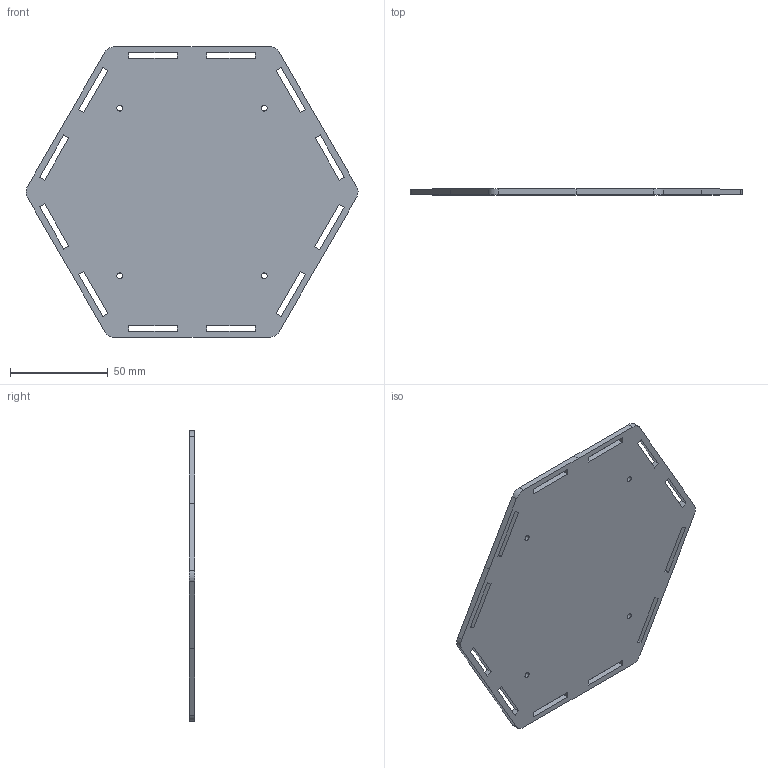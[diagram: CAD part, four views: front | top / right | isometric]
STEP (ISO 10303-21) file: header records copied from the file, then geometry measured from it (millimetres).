
FILE_DESCRIPTION (( 'STEP AP203' ), '1' );
FILE_NAME ('osn2_项 箪铍鬣龛㥮sldprt.STEP', '2018-04-26T12:45:48', ( '' ), ( '' ), 'SwSTEP 2.0', 'SolidWorks 2018', '' );
FILE_SCHEMA (( 'CONFIG_CONTROL_DESIGN' ));
Length unit declared in the file: millimetre
Products named in the file (1): osn2_项 箪铍鬣龛㥮sldprt
Bounding box: 170.17 x 3 x 148.96 mm (x, y, z)
Volume: 54828.1 mm3; surface area: 40217.7 mm2
Topology: 1 solids, 1 shells, 84 faces, 246 edges, 164 vertices
Faces by surface type: plane 62, bspline 22
Entity records: 3003 total; most frequent: CARTESIAN_POINT 781, ORIENTED_EDGE 492, DIRECTION 328, EDGE_CURVE 246, VECTOR 202, LINE 202, VERTEX_POINT 164, EDGE_LOOP 116
